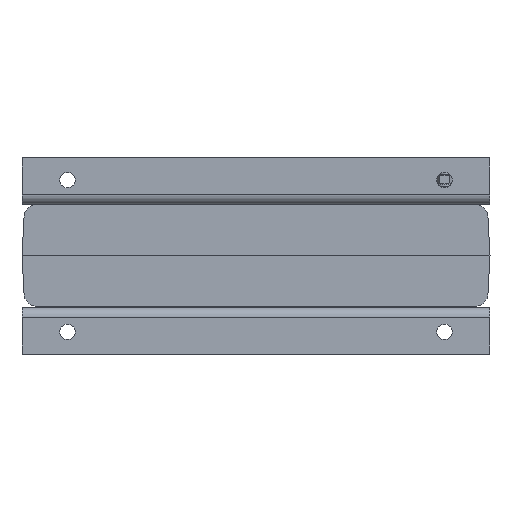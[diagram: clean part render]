
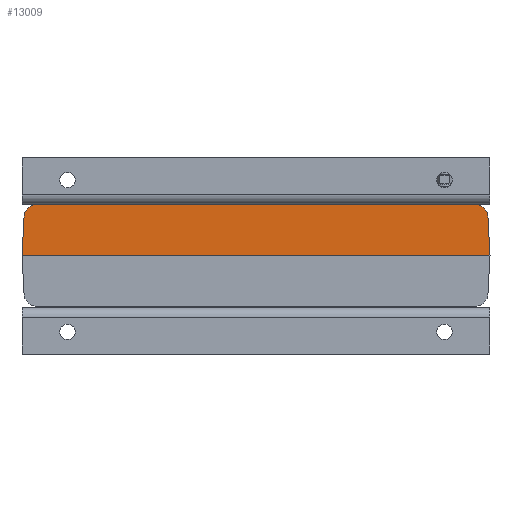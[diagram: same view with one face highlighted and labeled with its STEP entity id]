
A CAD part, front view. The second image highlights one B-rep face of the part: STEP entity #13009.
In plain terms, the highlighted planar face has unit normal (0, -1, 0).
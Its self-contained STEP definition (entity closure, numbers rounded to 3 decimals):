
#1478 = CARTESIAN_POINT ( 'NONE',  ( 211., 0., 46. ) ) ;
#1508 = DIRECTION ( 'NONE',  ( 1., 0., 0. ) ) ;
#1524 = CARTESIAN_POINT ( 'NONE',  ( 197.202, 0., 34. ) ) ;
#1534 = DIRECTION ( 'NONE',  ( 0., -1., 0. ) ) ;
#1535 = DIRECTION ( 'NONE',  ( 0., 0., 1. ) ) ;
#1814 = CARTESIAN_POINT ( 'NONE',  ( 209.185, 0., 34.628 ) ) ;
#1815 = CARTESIAN_POINT ( 'NONE',  ( 211., 0., 0. ) ) ;
#2984 = VERTEX_POINT ( 'NONE', #3181 ) ;
#2987 = VERTEX_POINT ( 'NONE', #3208 ) ;
#3023 = VERTEX_POINT ( 'NONE', #3261 ) ;
#3141 = VERTEX_POINT ( 'NONE', #3424 ) ;
#3151 = VERTEX_POINT ( 'NONE', #3403 ) ;
#3161 = VERTEX_POINT ( 'NONE', #3413 ) ;
#3181 = CARTESIAN_POINT ( 'NONE',  ( -197.202, 0., 46. ) ) ;
#3208 = CARTESIAN_POINT ( 'NONE',  ( 209.185, 0., 34.628 ) ) ;
#3261 = CARTESIAN_POINT ( 'NONE',  ( 197.202, 0., 46. ) ) ;
#3403 = CARTESIAN_POINT ( 'NONE',  ( 211., 0., 0. ) ) ;
#3413 = CARTESIAN_POINT ( 'NONE',  ( -209.185, 0., 34.628 ) ) ;
#3424 = CARTESIAN_POINT ( 'NONE',  ( -211., 0., 0. ) ) ;
#5190 = B_SPLINE_CURVE_WITH_KNOTS ( 'NONE', 1,
 ( #1814, #1815 ),
 .UNSPECIFIED., .F., .F.,
 ( 2, 2 ),
 ( 0.159, 0.193 ),
 .UNSPECIFIED. ) ;
#5258 = B_SPLINE_CURVE_WITH_KNOTS ( 'NONE', 1,
 ( #15341, #15344 ),
 .UNSPECIFIED., .F., .F.,
 ( 2, 2 ),
 ( 0.011, 0.046 ),
 .UNSPECIFIED. ) ;
#6760 = ORIENTED_EDGE ( 'NONE', *, *, #14001, .T. ) ;
#6784 = ORIENTED_EDGE ( 'NONE', *, *, #13899, .F. ) ;
#6797 = ORIENTED_EDGE ( 'NONE', *, *, #14032, .T. ) ;
#6818 = ORIENTED_EDGE ( 'NONE', *, *, #14018, .T. ) ;
#6825 = ORIENTED_EDGE ( 'NONE', *, *, #13917, .T. ) ;
#6838 = ORIENTED_EDGE ( 'NONE', *, *, #13960, .F. ) ;
#13009 = ADVANCED_FACE ( 'NONE', ( #19836 ), #27030, .F. ) ;
#13899 = EDGE_CURVE ( 'NONE', #2984, #3023, #29209, .T. ) ;
#13917 = EDGE_CURVE ( 'NONE', #2987, #3023, #29230, .T. ) ;
#13960 = EDGE_CURVE ( 'NONE', #2987, #3151, #5190, .T. ) ;
#14001 = EDGE_CURVE ( 'NONE', #2984, #3161, #29274, .T. ) ;
#14018 = EDGE_CURVE ( 'NONE', #3161, #3141, #5258, .T. ) ;
#14032 = EDGE_CURVE ( 'NONE', #3141, #3151, #28526, .T. ) ;
#14464 = AXIS2_PLACEMENT_3D ( 'NONE', #15276, #15281, #15297 ) ;
#14499 = AXIS2_PLACEMENT_3D ( 'NONE', #27049, #27067, #27035 ) ;
#14512 = AXIS2_PLACEMENT_3D ( 'NONE', #1524, #1534, #1535 ) ;
#15276 = CARTESIAN_POINT ( 'NONE',  ( -197.202, 0., 34. ) ) ;
#15281 = DIRECTION ( 'NONE',  ( 0., -1., 0. ) ) ;
#15297 = DIRECTION ( 'NONE',  ( 0., 0., 1. ) ) ;
#15341 = CARTESIAN_POINT ( 'NONE',  ( -209.185, 0., 34.628 ) ) ;
#15344 = CARTESIAN_POINT ( 'NONE',  ( -211., 0., 0. ) ) ;
#15376 = CARTESIAN_POINT ( 'NONE',  ( 211., 0., 0. ) ) ;
#15383 = DIRECTION ( 'NONE',  ( 1., 0., 0. ) ) ;
#17306 = EDGE_LOOP ( 'NONE', ( #6838, #6825, #6784, #6760, #6818, #6797 ) ) ;
#19836 = FACE_OUTER_BOUND ( 'NONE', #17306, .T. ) ;
#27030 = PLANE ( 'NONE',  #14499 ) ;
#27035 = DIRECTION ( 'NONE',  ( 0., 0., 1. ) ) ;
#27049 = CARTESIAN_POINT ( 'NONE',  ( 211., 0., 46. ) ) ;
#27067 = DIRECTION ( 'NONE',  ( 0., 1., 0. ) ) ;
#28526 = LINE ( 'NONE', #15376, #28530 ) ;
#28530 = VECTOR ( 'NONE', #15383, 1000. ) ;
#29209 = LINE ( 'NONE', #1478, #29233 ) ;
#29230 = CIRCLE ( 'NONE', #14512, 12. ) ;
#29233 = VECTOR ( 'NONE', #1508, 1000. ) ;
#29274 = CIRCLE ( 'NONE', #14464, 12. ) ;
